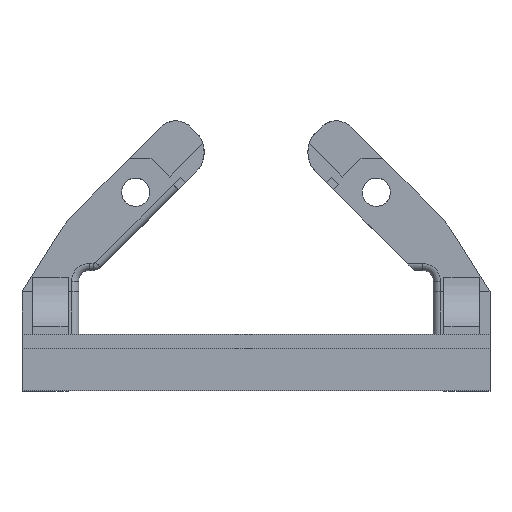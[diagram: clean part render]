
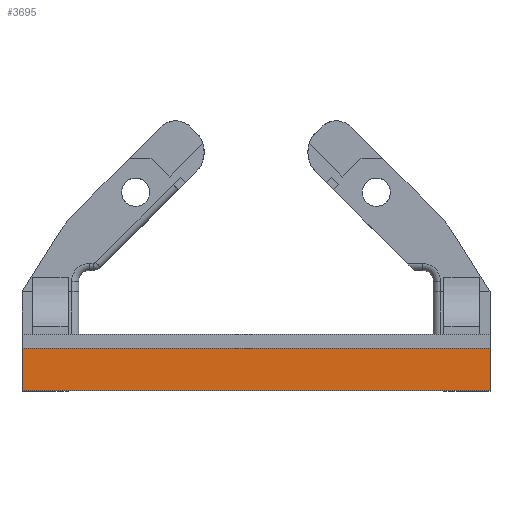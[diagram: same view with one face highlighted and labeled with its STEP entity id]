
A CAD part, top view. The second image highlights one B-rep face of the part: STEP entity #3695.
In plain terms, the highlighted planar face has unit normal (0, 0, 1).
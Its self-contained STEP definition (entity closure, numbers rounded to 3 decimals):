
#793 = PLANE('',#794);
#794 = AXIS2_PLACEMENT_3D('',#795,#796,#797);
#795 = CARTESIAN_POINT('',(-33.,-45.,0.));
#796 = DIRECTION('',(0.,1.,0.));
#797 = DIRECTION('',(1.,0.,0.));
#841 = PLANE('',#842);
#842 = AXIS2_PLACEMENT_3D('',#843,#844,#845);
#843 = CARTESIAN_POINT('',(-33.,-39.,0.));
#844 = DIRECTION('',(-1.,0.,0.));
#845 = DIRECTION('',(0.,0.,1.));
#937 = VERTEX_POINT('',#938);
#938 = CARTESIAN_POINT('',(-33.,-39.,20.));
#952 = PLANE('',#953);
#953 = AXIS2_PLACEMENT_3D('',#954,#955,#956);
#954 = CARTESIAN_POINT('',(0.,-26.677,20.));
#955 = DIRECTION('',(0.,0.,1.));
#956 = DIRECTION('',(1.,0.,0.));
#1886 = VERTEX_POINT('',#1887);
#1887 = CARTESIAN_POINT('',(-33.,-45.,20.));
#1908 = EDGE_CURVE('',#1886,#1909,#1911,.T.);
#1909 = VERTEX_POINT('',#1910);
#1910 = CARTESIAN_POINT('',(33.,-45.,20.));
#1911 = SURFACE_CURVE('',#1912,(#1916,#1923),.PCURVE_S1.);
#1912 = LINE('',#1913,#1914);
#1913 = CARTESIAN_POINT('',(-33.,-45.,20.));
#1914 = VECTOR('',#1915,1.);
#1915 = DIRECTION('',(1.,0.,0.));
#1916 = PCURVE('',#793,#1917);
#1917 = DEFINITIONAL_REPRESENTATION('',(#1918),#1922);
#1918 = LINE('',#1919,#1920);
#1919 = CARTESIAN_POINT('',(0.,-20.));
#1920 = VECTOR('',#1921,1.);
#1921 = DIRECTION('',(1.,0.));
#1922 = ( GEOMETRIC_REPRESENTATION_CONTEXT(2) 
PARAMETRIC_REPRESENTATION_CONTEXT() REPRESENTATION_CONTEXT('2D SPACE',''
  ) );
#1923 = PCURVE('',#1924,#1929);
#1924 = PLANE('',#1925);
#1925 = AXIS2_PLACEMENT_3D('',#1926,#1927,#1928);
#1926 = CARTESIAN_POINT('',(-33.,-39.,20.));
#1927 = DIRECTION('',(0.,0.,1.));
#1928 = DIRECTION('',(1.,0.,0.));
#1929 = DEFINITIONAL_REPRESENTATION('',(#1930),#1934);
#1930 = LINE('',#1931,#1932);
#1931 = CARTESIAN_POINT('',(0.,-6.));
#1932 = VECTOR('',#1933,1.);
#1933 = DIRECTION('',(1.,0.));
#1934 = ( GEOMETRIC_REPRESENTATION_CONTEXT(2) 
PARAMETRIC_REPRESENTATION_CONTEXT() REPRESENTATION_CONTEXT('2D SPACE',''
  ) );
#1952 = PLANE('',#1953);
#1953 = AXIS2_PLACEMENT_3D('',#1954,#1955,#1956);
#1954 = CARTESIAN_POINT('',(33.,-39.,4.));
#1955 = DIRECTION('',(-1.,0.,0.));
#1956 = DIRECTION('',(0.,0.,1.));
#2280 = EDGE_CURVE('',#937,#1886,#2281,.T.);
#2281 = SURFACE_CURVE('',#2282,(#2286,#2293),.PCURVE_S1.);
#2282 = LINE('',#2283,#2284);
#2283 = CARTESIAN_POINT('',(-33.,-39.,20.));
#2284 = VECTOR('',#2285,1.);
#2285 = DIRECTION('',(0.,-1.,0.));
#2286 = PCURVE('',#841,#2287);
#2287 = DEFINITIONAL_REPRESENTATION('',(#2288),#2292);
#2288 = LINE('',#2289,#2290);
#2289 = CARTESIAN_POINT('',(20.,0.));
#2290 = VECTOR('',#2291,1.);
#2291 = DIRECTION('',(0.,-1.));
#2292 = ( GEOMETRIC_REPRESENTATION_CONTEXT(2) 
PARAMETRIC_REPRESENTATION_CONTEXT() REPRESENTATION_CONTEXT('2D SPACE',''
  ) );
#2293 = PCURVE('',#1924,#2294);
#2294 = DEFINITIONAL_REPRESENTATION('',(#2295),#2299);
#2295 = LINE('',#2296,#2297);
#2296 = CARTESIAN_POINT('',(0.,0.));
#2297 = VECTOR('',#2298,1.);
#2298 = DIRECTION('',(0.,-1.));
#2299 = ( GEOMETRIC_REPRESENTATION_CONTEXT(2) 
PARAMETRIC_REPRESENTATION_CONTEXT() REPRESENTATION_CONTEXT('2D SPACE',''
  ) );
#2436 = EDGE_CURVE('',#937,#2437,#2439,.T.);
#2437 = VERTEX_POINT('',#2438);
#2438 = CARTESIAN_POINT('',(33.,-39.,20.));
#2439 = SURFACE_CURVE('',#2440,(#2444,#2451),.PCURVE_S1.);
#2440 = LINE('',#2441,#2442);
#2441 = CARTESIAN_POINT('',(-33.,-39.,20.));
#2442 = VECTOR('',#2443,1.);
#2443 = DIRECTION('',(1.,0.,0.));
#2444 = PCURVE('',#952,#2445);
#2445 = DEFINITIONAL_REPRESENTATION('',(#2446),#2450);
#2446 = LINE('',#2447,#2448);
#2447 = CARTESIAN_POINT('',(-33.,-12.323));
#2448 = VECTOR('',#2449,1.);
#2449 = DIRECTION('',(1.,0.));
#2450 = ( GEOMETRIC_REPRESENTATION_CONTEXT(2) 
PARAMETRIC_REPRESENTATION_CONTEXT() REPRESENTATION_CONTEXT('2D SPACE',''
  ) );
#2451 = PCURVE('',#1924,#2452);
#2452 = DEFINITIONAL_REPRESENTATION('',(#2453),#2457);
#2453 = LINE('',#2454,#2455);
#2454 = CARTESIAN_POINT('',(0.,0.));
#2455 = VECTOR('',#2456,1.);
#2456 = DIRECTION('',(1.,0.));
#2457 = ( GEOMETRIC_REPRESENTATION_CONTEXT(2) 
PARAMETRIC_REPRESENTATION_CONTEXT() REPRESENTATION_CONTEXT('2D SPACE',''
  ) );
#3695 = ADVANCED_FACE('',(#3696),#1924,.T.);
#3696 = FACE_BOUND('',#3697,.T.);
#3697 = EDGE_LOOP('',(#3698,#3699,#3700,#3721));
#3698 = ORIENTED_EDGE('',*,*,#2280,.T.);
#3699 = ORIENTED_EDGE('',*,*,#1908,.T.);
#3700 = ORIENTED_EDGE('',*,*,#3701,.F.);
#3701 = EDGE_CURVE('',#2437,#1909,#3702,.T.);
#3702 = SURFACE_CURVE('',#3703,(#3707,#3714),.PCURVE_S1.);
#3703 = LINE('',#3704,#3705);
#3704 = CARTESIAN_POINT('',(33.,-39.,20.));
#3705 = VECTOR('',#3706,1.);
#3706 = DIRECTION('',(0.,-1.,0.));
#3707 = PCURVE('',#1924,#3708);
#3708 = DEFINITIONAL_REPRESENTATION('',(#3709),#3713);
#3709 = LINE('',#3710,#3711);
#3710 = CARTESIAN_POINT('',(66.,0.));
#3711 = VECTOR('',#3712,1.);
#3712 = DIRECTION('',(0.,-1.));
#3713 = ( GEOMETRIC_REPRESENTATION_CONTEXT(2) 
PARAMETRIC_REPRESENTATION_CONTEXT() REPRESENTATION_CONTEXT('2D SPACE',''
  ) );
#3714 = PCURVE('',#1952,#3715);
#3715 = DEFINITIONAL_REPRESENTATION('',(#3716),#3720);
#3716 = LINE('',#3717,#3718);
#3717 = CARTESIAN_POINT('',(16.,0.));
#3718 = VECTOR('',#3719,1.);
#3719 = DIRECTION('',(0.,-1.));
#3720 = ( GEOMETRIC_REPRESENTATION_CONTEXT(2) 
PARAMETRIC_REPRESENTATION_CONTEXT() REPRESENTATION_CONTEXT('2D SPACE',''
  ) );
#3721 = ORIENTED_EDGE('',*,*,#2436,.F.);
